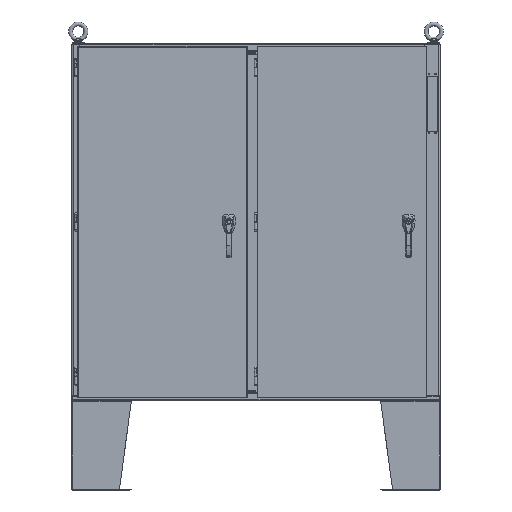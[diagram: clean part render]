
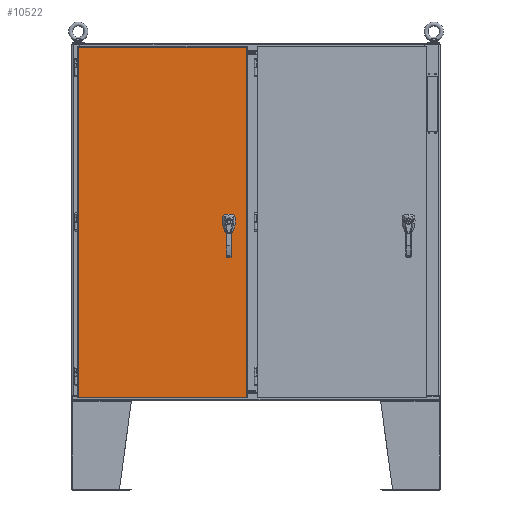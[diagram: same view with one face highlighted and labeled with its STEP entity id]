
A CAD part, top view. The second image highlights one B-rep face of the part: STEP entity #10522.
In plain terms, the highlighted face is planar.
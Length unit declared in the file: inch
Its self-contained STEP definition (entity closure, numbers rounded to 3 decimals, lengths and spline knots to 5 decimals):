
#243 = LINE ( 'NONE', #41657, #65454 ) ;
#1114 = CARTESIAN_POINT ( 'NONE',  ( 0., -1.24331, 0. ) ) ;
#10057 = VECTOR ( 'NONE', #47886, 39.37008 ) ;
#10522 = ADVANCED_FACE ( 'NONE', ( #58703 ), #91802, .T. ) ;
#16992 = CARTESIAN_POINT ( 'NONE',  ( 0.87456, -1.24331, 59.6257 ) ) ;
#17552 = DIRECTION ( 'NONE',  ( 1., 0., 0. ) ) ;
#19940 = ORIENTED_EDGE ( 'NONE', *, *, #143252, .F. ) ;
#20414 = ORIENTED_EDGE ( 'NONE', *, *, #59225, .T. ) ;
#25751 = DIRECTION ( 'NONE',  ( 0., -1., 0. ) ) ;
#27697 = CARTESIAN_POINT ( 'NONE',  ( 0.87456, -1.24331, 59.6257 ) ) ;
#34806 = CARTESIAN_POINT ( 'NONE',  ( 29.3752, -1.24331, 59.6257 ) ) ;
#41657 = CARTESIAN_POINT ( 'NONE',  ( 0.87456, -1.24331, 0.49971 ) ) ;
#47886 = DIRECTION ( 'NONE',  ( 0., 0., -1. ) ) ;
#57916 = VERTEX_POINT ( 'NONE', #152442 ) ;
#58703 = FACE_OUTER_BOUND ( 'NONE', #125778, .T. ) ;
#59225 = EDGE_CURVE ( 'NONE', #57916, #85227, #243, .T. ) ;
#59896 = ORIENTED_EDGE ( 'NONE', *, *, #109936, .F. ) ;
#61327 = AXIS2_PLACEMENT_3D ( 'NONE', #1114, #25751, #128783 ) ;
#65454 = VECTOR ( 'NONE', #66654, 39.37008 ) ;
#66654 = DIRECTION ( 'NONE',  ( 1., 0., 0. ) ) ;
#68538 = DIRECTION ( 'NONE',  ( 0., 0., -1. ) ) ;
#77103 = VECTOR ( 'NONE', #17552, 39.37008 ) ;
#85227 = VERTEX_POINT ( 'NONE', #121604 ) ;
#91689 = VERTEX_POINT ( 'NONE', #130406 ) ;
#91802 = PLANE ( 'NONE',  #61327 ) ;
#102075 = ORIENTED_EDGE ( 'NONE', *, *, #143749, .T. ) ;
#109936 = EDGE_CURVE ( 'NONE', #118330, #91689, #123980, .T. ) ;
#110903 = CARTESIAN_POINT ( 'NONE',  ( 0.87456, -1.24331, 59.6257 ) ) ;
#117669 = LINE ( 'NONE', #27697, #148194 ) ;
#118330 = VERTEX_POINT ( 'NONE', #110903 ) ;
#121604 = CARTESIAN_POINT ( 'NONE',  ( 29.3752, -1.24331, 0.49971 ) ) ;
#123980 = LINE ( 'NONE', #16992, #77103 ) ;
#125778 = EDGE_LOOP ( 'NONE', ( #102075, #20414, #19940, #59896 ) ) ;
#128783 = DIRECTION ( 'NONE',  ( 0., 0., -1. ) ) ;
#130406 = CARTESIAN_POINT ( 'NONE',  ( 29.3752, -1.24331, 59.6257 ) ) ;
#138389 = LINE ( 'NONE', #34806, #10057 ) ;
#143252 = EDGE_CURVE ( 'NONE', #91689, #85227, #138389, .T. ) ;
#143749 = EDGE_CURVE ( 'NONE', #118330, #57916, #117669, .T. ) ;
#148194 = VECTOR ( 'NONE', #68538, 39.37008 ) ;
#152442 = CARTESIAN_POINT ( 'NONE',  ( 0.87456, -1.24331, 0.49971 ) ) ;
